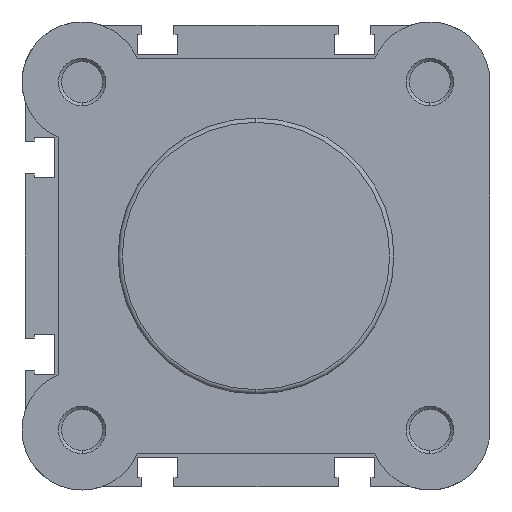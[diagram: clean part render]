
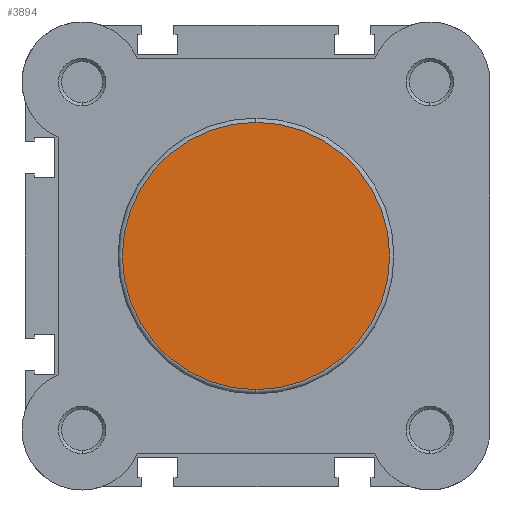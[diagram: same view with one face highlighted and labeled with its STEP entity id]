
A CAD part, left-side view. The second image highlights one B-rep face of the part: STEP entity #3894.
In plain terms, the highlighted planar face has unit normal (-1, 0, 0).
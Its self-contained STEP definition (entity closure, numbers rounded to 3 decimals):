
#154 = EDGE_LOOP ( 'NONE', ( #4657, #4658 ) ) ;
#567 = CIRCLE ( 'NONE', #1188, 21.7 ) ;
#574 = FACE_OUTER_BOUND ( 'NONE', #154, .T. ) ;
#1141 = EDGE_CURVE ( 'NONE', #6409, #6587, #567, .T. ) ;
#1188 = AXIS2_PLACEMENT_3D ( 'NONE', #6083, #6081, #6067 ) ;
#1195 = AXIS2_PLACEMENT_3D ( 'NONE', #6069, #1619, #1620 ) ;
#1511 = AXIS2_PLACEMENT_3D ( 'NONE', #2846, #2852, #2853 ) ;
#1619 = DIRECTION ( 'NONE',  ( 1., 0., 0. ) ) ;
#1620 = DIRECTION ( 'NONE',  ( 0., 0., -1. ) ) ;
#2846 = CARTESIAN_POINT ( 'NONE',  ( 0., 0., 0. ) ) ;
#2852 = DIRECTION ( 'NONE',  ( -1., 0., 0. ) ) ;
#2853 = DIRECTION ( 'NONE',  ( 0., 0., -1. ) ) ;
#3048 = CARTESIAN_POINT ( 'NONE',  ( 0., 0., 21.7 ) ) ;
#3157 = CARTESIAN_POINT ( 'NONE',  ( 0., 0., -21.7 ) ) ;
#3894 = ADVANCED_FACE ( 'NONE', ( #574 ), #6072, .F. ) ;
#4499 = EDGE_CURVE ( 'NONE', #6587, #6409, #5189, .T. ) ;
#4657 = ORIENTED_EDGE ( 'NONE', *, *, #4499, .T. ) ;
#4658 = ORIENTED_EDGE ( 'NONE', *, *, #1141, .T. ) ;
#5189 = CIRCLE ( 'NONE', #1511, 21.7 ) ;
#6067 = DIRECTION ( 'NONE',  ( 0., 0., -1. ) ) ;
#6069 = CARTESIAN_POINT ( 'NONE',  ( 0., 22.4, 0. ) ) ;
#6072 = PLANE ( 'NONE',  #1195 ) ;
#6081 = DIRECTION ( 'NONE',  ( -1., 0., 0. ) ) ;
#6083 = CARTESIAN_POINT ( 'NONE',  ( 0., 0., 0. ) ) ;
#6409 = VERTEX_POINT ( 'NONE', #3048 ) ;
#6587 = VERTEX_POINT ( 'NONE', #3157 ) ;
